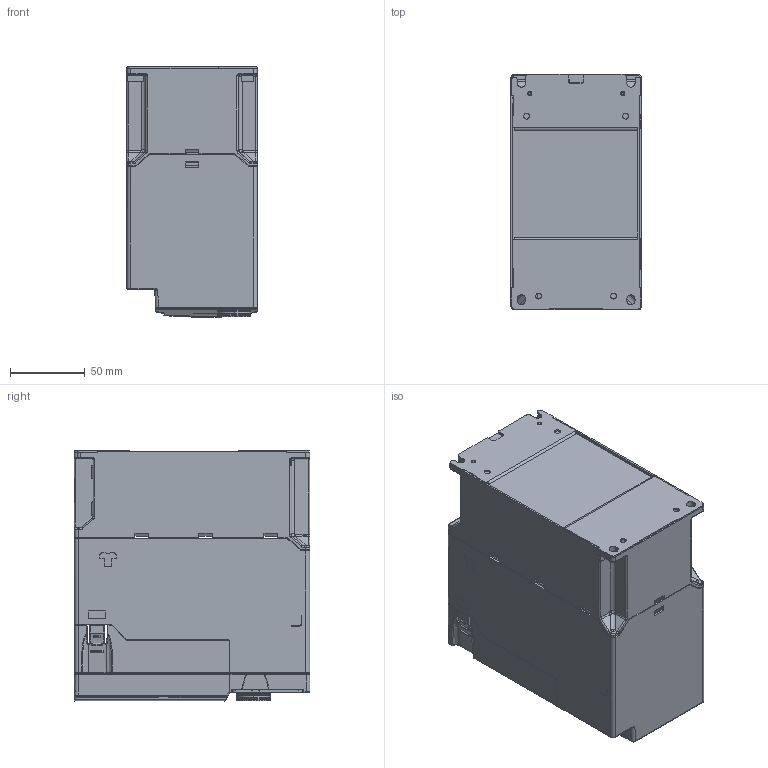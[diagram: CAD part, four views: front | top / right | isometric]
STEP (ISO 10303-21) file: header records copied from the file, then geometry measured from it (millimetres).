
FILE_DESCRIPTION (( 'STEP AP214' ), '1' );
FILE_NAME ('VFD-MH300-C1-PD-3D02 NC red1 sr1 surfrep1 Bott TB n FG ONLY 1 sr1bc ext1B wo fg ac comb wiht D1 Mod ska5coord top Bcb sr1xyb fxt coord.STEP', '2023-09-27T13:36:21', ( '' ), ( '' ), 'SwSTEP 2.0', 'SolidWorks 2021', '' );
FILE_SCHEMA (( 'AUTOMOTIVE_DESIGN' ));
Length unit declared in the file: inch
Products named in the file (1): VFD-MH300-C1-PD-3D02 NC red1 sr1 surfrep1 Bott TB n FG ONLY 1 sr1bc ext1B wo fg ac comb wiht D1 Mod ska5coord top Bcb sr1xyb fxt coord
Bounding box: 87.38 x 157 x 167 mm (x, y, z)
Volume: 496298.1 mm3; surface area: 247246.7 mm2
Topology: 7 solids, 18 shells, 4300 faces, 11890 edges, 7695 vertices
Faces by surface type: plane 2193, cylinder 1183, bspline 536, cone 269, torus 75, sphere 44
Entity records: 170121 total; most frequent: CARTESIAN_POINT 70826, ORIENTED_EDGE 23762, DIRECTION 15806, EDGE_CURVE 11881, VERTEX_POINT 7695, LINE 6540, VECTOR 6540, AXIS2_PLACEMENT_3D 4633
